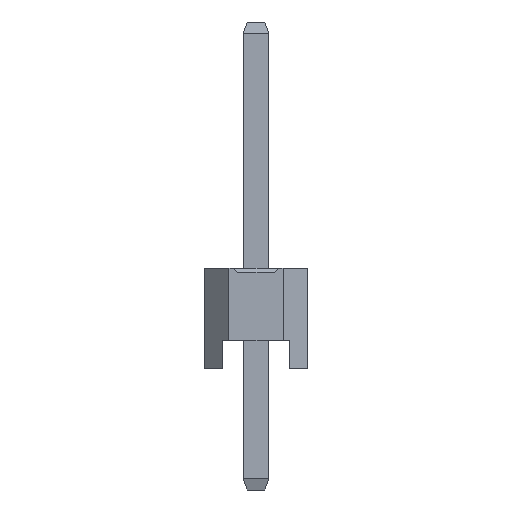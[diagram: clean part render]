
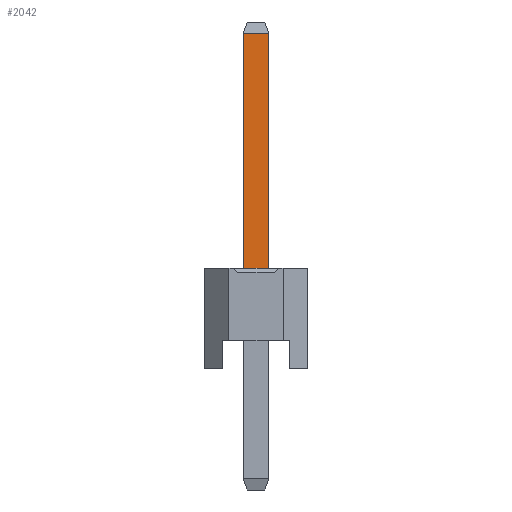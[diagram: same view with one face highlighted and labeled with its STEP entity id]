
A CAD part, left-side view. The second image highlights one B-rep face of the part: STEP entity #2042.
In plain terms, the highlighted planar face has unit normal (-1, 0, 0).
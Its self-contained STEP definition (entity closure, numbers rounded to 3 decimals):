
#2042=ADVANCED_FACE('',(#5297),#5299,.T.);
#5297=FACE_BOUND('',#5298,.T.);
#5298=EDGE_LOOP('',(#7847,#7848,#7849,#7850));
#5299=PLANE('',#5300);
#5300=AXIS2_PLACEMENT_3D('',#5301,#5302,#5303);
#5301=CARTESIAN_POINT('',(-0.32,0.32,-3.));
#5302=DIRECTION('',(-1.,0.,0.));
#5303=DIRECTION('',(0.,-1.,0.));
#7847=ORIENTED_EDGE('',*,*,#9336,.F.);
#7848=ORIENTED_EDGE('',*,*,#9331,.F.);
#7849=ORIENTED_EDGE('',*,*,#8846,.T.);
#7850=ORIENTED_EDGE('',*,*,#9335,.T.);
#8846=EDGE_CURVE('',#10114,#10118,#10120,.T.);
#9331=EDGE_CURVE('',#10114,#10844,#10847,.T.);
#9335=EDGE_CURVE('',#10118,#10851,#10853,.T.);
#9336=EDGE_CURVE('',#10844,#10851,#10854,.T.);
#10114=VERTEX_POINT('',#12288);
#10118=VERTEX_POINT('',#12296);
#10120=LINE('',#12300,#12301);
#10844=VERTEX_POINT('',#13990);
#10847=LINE('',#13997,#13998);
#10851=VERTEX_POINT('',#14007);
#10853=LINE('',#14011,#14012);
#10854=LINE('',#14014,#14015);
#12288=CARTESIAN_POINT('',(-0.32,0.32,2.5));
#12296=CARTESIAN_POINT('',(-0.32,-0.32,2.5));
#12300=CARTESIAN_POINT('',(-0.32,0.32,2.5));
#12301=VECTOR('',#12302,1.);
#12302=DIRECTION('',(0.,-1.,0.));
#13990=CARTESIAN_POINT('',(-0.32,0.32,8.325));
#13997=CARTESIAN_POINT('',(-0.32,0.32,2.5));
#13998=VECTOR('',#13999,1.);
#13999=DIRECTION('',(0.,0.,1.));
#14007=CARTESIAN_POINT('',(-0.32,-0.32,8.325));
#14011=CARTESIAN_POINT('',(-0.32,-0.32,2.5));
#14012=VECTOR('',#14013,1.);
#14013=DIRECTION('',(0.,0.,1.));
#14014=CARTESIAN_POINT('',(-0.32,0.32,8.325));
#14015=VECTOR('',#14016,1.);
#14016=DIRECTION('',(0.,-1.,0.));
